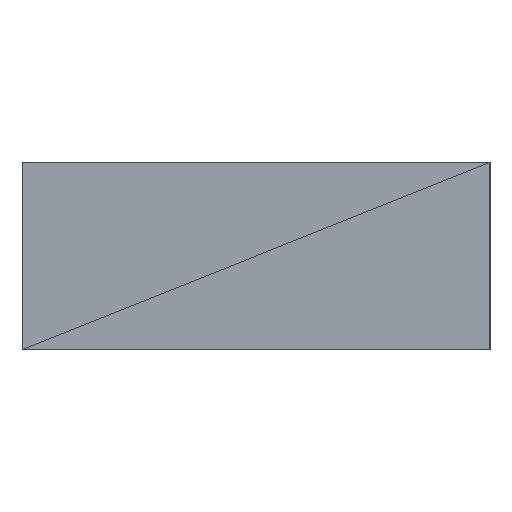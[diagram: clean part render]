
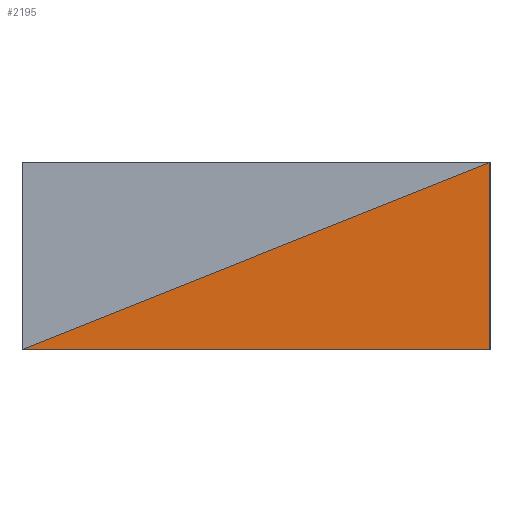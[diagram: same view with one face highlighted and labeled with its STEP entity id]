
A CAD part, left-side view. The second image highlights one B-rep face of the part: STEP entity #2195.
In plain terms, the highlighted planar face has unit normal (-1, 0, 0).
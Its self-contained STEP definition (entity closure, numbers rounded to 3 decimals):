
#793=CARTESIAN_POINT('',(-44.0,-6.0,14.0));
#794=VERTEX_POINT('',#793);
#1331=CARTESIAN_POINT('',(-44.0,-6.0,0.));
#1332=VERTEX_POINT('',#1331);
#1340=CARTESIAN_POINT('',(-44.0,-6.0,0.));
#1341=DIRECTION('',(0.0,0.0,1.0));
#1342=VECTOR('',#1341,1.0);
#1343=LINE('',#1340,#1342);
#1344=EDGE_CURVE('no 24645',#1332,#794,#1343,.T.);
#1926=CARTESIAN_POINT('',(-44.0,29.0,0.));
#1927=VERTEX_POINT('',#1926);
#2175=ORIENTED_EDGE('no 24658',*,*,#1344,.T.);
#2176=CARTESIAN_POINT('',(-44.0,-6.0,14.0));
#2177=DIRECTION('',(0.0,0.928,-0.371));
#2178=VECTOR('',#2177,1.0);
#2179=LINE('',#2176,#2178);
#2180=EDGE_CURVE('no 24651',#794,#1927,#2179,.T.);
#2181=ORIENTED_EDGE('no 24659',*,*,#2180,.T.);
#2182=CARTESIAN_POINT('',(-44.0,29.0,0.));
#2183=DIRECTION('',(0.0,-1.0,0.));
#2184=VECTOR('',#2183,1.0);
#2185=LINE('',#2182,#2184);
#2186=EDGE_CURVE('no 24657',#1927,#1332,#2185,.T.);
#2187=ORIENTED_EDGE('no 24660',*,*,#2186,.T.);
#2188=EDGE_LOOP('',(#2175,#2181,#2187));
#2189=FACE_OUTER_BOUND('',#2188,.T.);
#2190=CARTESIAN_POINT('',(-44.0,-6.0,0.));
#2191=DIRECTION('',(-1.0,0.0,0.0));
#2192=DIRECTION('',(0.0,0.,1.0));
#2193=AXIS2_PLACEMENT_3D('',#2190,#2191,#2192);
#2194=PLANE('',#2193);
#2195=ADVANCED_FACE('no 24668',(#2189),#2194,.T.);
